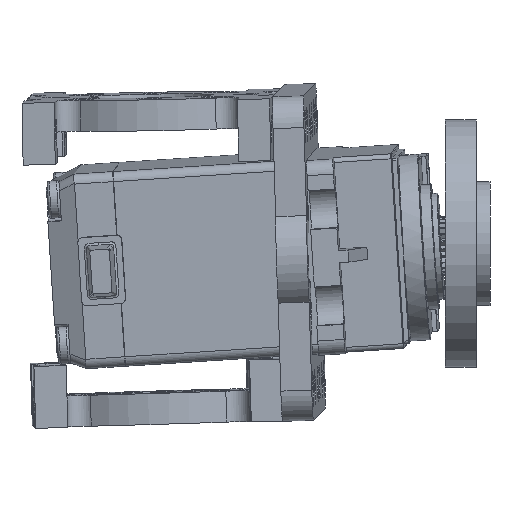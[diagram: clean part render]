
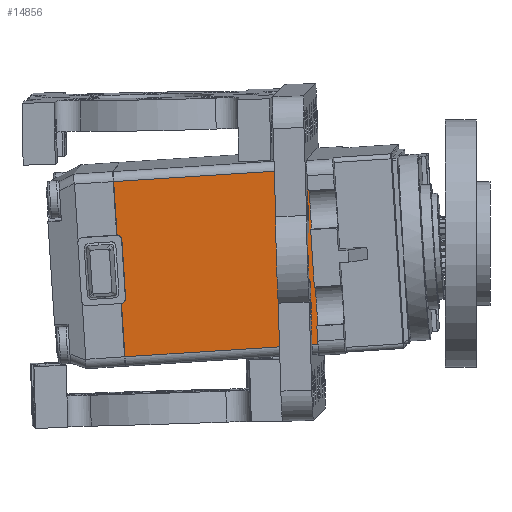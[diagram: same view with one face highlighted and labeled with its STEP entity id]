
A CAD part, left-side view. The second image highlights one B-rep face of the part: STEP entity #14856.
In plain terms, the highlighted face is planar.
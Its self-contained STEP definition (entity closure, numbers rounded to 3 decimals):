
#815=PLANE('',#16157);
#1353=FACE_OUTER_BOUND('',#2228,.T.);
#2228=EDGE_LOOP('',(#11714,#11715,#11716,#11717,#11718,#11719,#11720,#11721));
#3230=LINE('',#30719,#4457);
#3231=LINE('',#30721,#4458);
#3233=LINE('',#30725,#4460);
#3258=LINE('',#30862,#4485);
#3259=LINE('',#30864,#4486);
#3260=LINE('',#30865,#4487);
#4457=VECTOR('',#18898,1000.);
#4458=VECTOR('',#18899,1000.);
#4460=VECTOR('',#18903,1000.);
#4485=VECTOR('',#18990,1000.);
#4486=VECTOR('',#18991,1000.);
#4487=VECTOR('',#18992,1000.);
#5525=CIRCLE('',#16129,0.5);
#5529=CIRCLE('',#16136,0.5);
#6524=VERTEX_POINT('',#30663);
#6537=VERTEX_POINT('',#30713);
#6538=VERTEX_POINT('',#30715);
#6539=VERTEX_POINT('',#30720);
#6540=VERTEX_POINT('',#30724);
#6541=VERTEX_POINT('',#30728);
#6547=VERTEX_POINT('',#30791);
#6576=VERTEX_POINT('',#30863);
#8380=EDGE_CURVE('',#6538,#6524,#3230,.T.);
#8381=EDGE_CURVE('',#6539,#6537,#3231,.T.);
#8383=EDGE_CURVE('',#6540,#6524,#3233,.T.);
#8385=EDGE_CURVE('',#6538,#6541,#5525,.T.);
#8395=EDGE_CURVE('',#6547,#6537,#5529,.T.);
#8430=EDGE_CURVE('',#6541,#6547,#3258,.T.);
#8431=EDGE_CURVE('',#6540,#6576,#3259,.T.);
#8432=EDGE_CURVE('',#6576,#6539,#3260,.T.);
#11714=ORIENTED_EDGE('',*,*,#8395,.F.);
#11715=ORIENTED_EDGE('',*,*,#8430,.F.);
#11716=ORIENTED_EDGE('',*,*,#8385,.F.);
#11717=ORIENTED_EDGE('',*,*,#8380,.T.);
#11718=ORIENTED_EDGE('',*,*,#8383,.F.);
#11719=ORIENTED_EDGE('',*,*,#8431,.T.);
#11720=ORIENTED_EDGE('',*,*,#8432,.T.);
#11721=ORIENTED_EDGE('',*,*,#8381,.T.);
#14856=ADVANCED_FACE('',(#1353),#815,.F.);
#16129=AXIS2_PLACEMENT_3D('',#30729,#18908,#18909);
#16136=AXIS2_PLACEMENT_3D('',#30792,#18926,#18927);
#16157=AXIS2_PLACEMENT_3D('',#30861,#18988,#18989);
#18898=DIRECTION('',(0.,-1.,0.));
#18899=DIRECTION('',(0.,-1.,0.));
#18903=DIRECTION('',(0.,0.,-1.));
#18908=DIRECTION('center_axis',(-1.,0.,0.));
#18909=DIRECTION('ref_axis',(0.,1.,0.));
#18926=DIRECTION('center_axis',(-1.,0.,0.));
#18927=DIRECTION('ref_axis',(0.,1.,0.));
#18988=DIRECTION('center_axis',(1.,0.,0.));
#18989=DIRECTION('ref_axis',(0.,1.,0.));
#18990=DIRECTION('',(0.,1.,0.));
#18991=DIRECTION('',(0.,1.,0.));
#18992=DIRECTION('',(0.,0.,-1.));
#30663=CARTESIAN_POINT('',(-20.15,-9.,-31.18));
#30713=CARTESIAN_POINT('',(-20.15,3.498,-31.18));
#30715=CARTESIAN_POINT('',(-20.15,-3.498,-31.18));
#30719=CARTESIAN_POINT('',(-20.15,-9.,-31.18));
#30720=CARTESIAN_POINT('',(-20.15,9.,-31.18));
#30721=CARTESIAN_POINT('',(-20.15,-9.,-31.18));
#30724=CARTESIAN_POINT('',(-20.15,-9.,-11.22));
#30725=CARTESIAN_POINT('',(-20.15,-9.,-11.2));
#30728=CARTESIAN_POINT('',(-20.15,-3.,-30.72));
#30729=CARTESIAN_POINT('Origin',(-20.15,-3.,-31.22));
#30791=CARTESIAN_POINT('',(-20.15,3.,-30.72));
#30792=CARTESIAN_POINT('Origin',(-20.15,3.,-31.22));
#30861=CARTESIAN_POINT('Origin',(-20.15,-9.,-11.2));
#30862=CARTESIAN_POINT('',(-20.15,3.,-30.72));
#30863=CARTESIAN_POINT('',(-20.15,9.,-11.22));
#30864=CARTESIAN_POINT('',(-20.15,-9.,-11.22));
#30865=CARTESIAN_POINT('',(-20.15,9.,-11.2));
